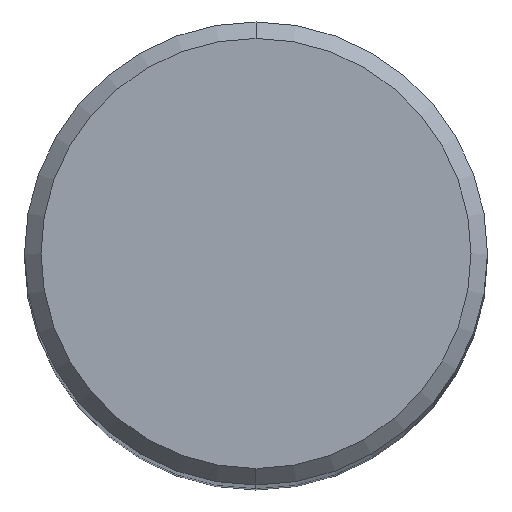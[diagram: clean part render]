
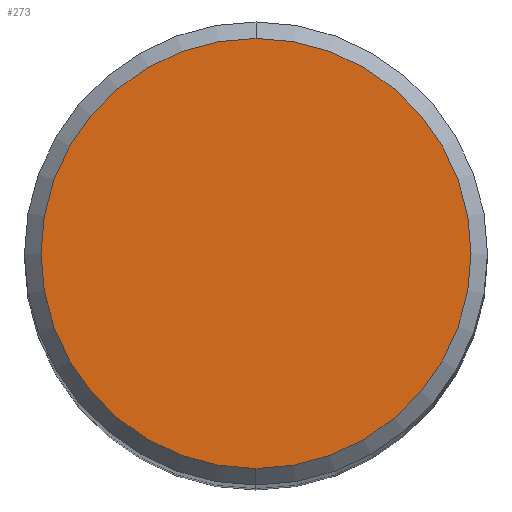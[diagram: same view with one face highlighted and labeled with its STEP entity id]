
A CAD part, top view. The second image highlights one B-rep face of the part: STEP entity #273.
In plain terms, the highlighted planar face has unit normal (0, 0, 1).
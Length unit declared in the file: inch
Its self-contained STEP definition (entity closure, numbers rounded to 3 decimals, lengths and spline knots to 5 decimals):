
#8 = CARTESIAN_POINT ( 'NONE',  ( 0., 0.26125, 0. ) ) ;
#16 = CARTESIAN_POINT ( 'NONE',  ( 0., -0.26125, 0. ) ) ;
#32 = ORIENTED_EDGE ( 'NONE', *, *, #392, .T. ) ;
#47 = DIRECTION ( 'NONE',  ( 0., 1., 0. ) ) ;
#53 = DIRECTION ( 'NONE',  ( 0., 0., 1. ) ) ;
#58 = CARTESIAN_POINT ( 'NONE',  ( 0., 0., 0. ) ) ;
#59 = VERTEX_POINT ( 'NONE', #346 ) ;
#84 = CIRCLE ( 'NONE', #279, 0.26125 ) ;
#127 = ORIENTED_EDGE ( 'NONE', *, *, #234, .T. ) ;
#160 = DIRECTION ( 'NONE',  ( 0., -1., 0. ) ) ;
#196 = CARTESIAN_POINT ( 'NONE',  ( 0., 0., 0. ) ) ;
#200 = PLANE ( 'NONE',  #305 ) ;
#234 = EDGE_CURVE ( 'NONE', #287, #59, #84, .T. ) ;
#253 = CIRCLE ( 'NONE', #376, 0.26125 ) ;
#259 = EDGE_LOOP ( 'NONE', ( #32, #127 ) ) ;
#273 = ADVANCED_FACE ( 'NONE', ( #364 ), #200, .F. ) ;
#279 = AXIS2_PLACEMENT_3D ( 'NONE', #196, #341, #160 ) ;
#282 = DIRECTION ( 'NONE',  ( 0., -1., 0. ) ) ;
#287 = VERTEX_POINT ( 'NONE', #16 ) ;
#305 = AXIS2_PLACEMENT_3D ( 'NONE', #8, #370, #47 ) ;
#341 = DIRECTION ( 'NONE',  ( 0., 0., 1. ) ) ;
#346 = CARTESIAN_POINT ( 'NONE',  ( 0., 0.26125, 0. ) ) ;
#364 = FACE_OUTER_BOUND ( 'NONE', #259, .T. ) ;
#370 = DIRECTION ( 'NONE',  ( 0., 0., -1. ) ) ;
#376 = AXIS2_PLACEMENT_3D ( 'NONE', #58, #53, #282 ) ;
#392 = EDGE_CURVE ( 'NONE', #59, #287, #253, .T. ) ;
